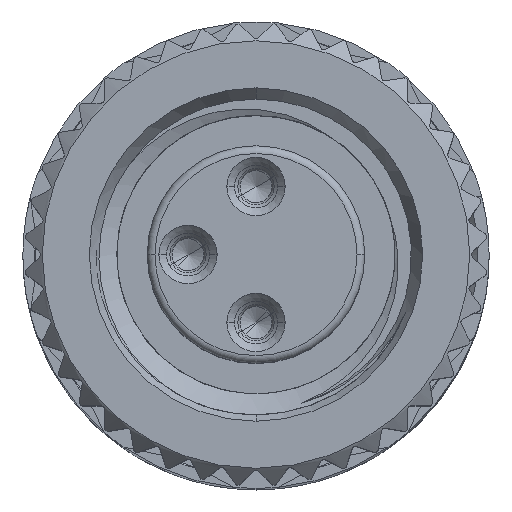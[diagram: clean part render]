
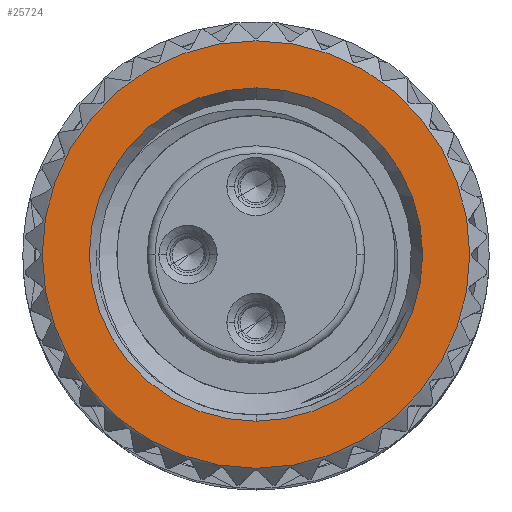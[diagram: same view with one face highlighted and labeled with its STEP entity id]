
A CAD part, top view. The second image highlights one B-rep face of the part: STEP entity #25724.
In plain terms, the highlighted planar face has unit normal (0, 0, 1).
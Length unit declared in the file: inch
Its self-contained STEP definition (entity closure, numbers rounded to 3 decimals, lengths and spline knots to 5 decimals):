
#1964=CARTESIAN_POINT('',(0.,0.,0.28346));
#1965=DIRECTION('',(0.,0.,1.));
#1966=DIRECTION('',(1.,0.,0.));
#1967=AXIS2_PLACEMENT_3D('',#1964,#1965,#1966);
#1972=CARTESIAN_POINT('',(0.,0.,0.28346));
#1973=DIRECTION('',(0.,0.,1.));
#1974=DIRECTION('',(-1.,0.,0.));
#1975=AXIS2_PLACEMENT_3D('',#1972,#1973,#1974);
#1980=CARTESIAN_POINT('',(0.,0.,0.28346));
#1981=DIRECTION('',(0.,0.,-1.));
#1982=DIRECTION('',(0.,-1.,0.));
#1983=AXIS2_PLACEMENT_3D('',#1980,#1981,#1982);
#1988=CARTESIAN_POINT('',(0.,0.,0.28346));
#1989=DIRECTION('',(0.,0.,-1.));
#1990=DIRECTION('',(0.,1.,0.));
#1991=AXIS2_PLACEMENT_3D('',#1988,#1989,#1990);
#23594=CARTESIAN_POINT('',(0.21654,0.,0.28346));
#23595=CARTESIAN_POINT('',(-0.21654,0.,0.28346));
#23596=VERTEX_POINT('',#23594);
#23597=VERTEX_POINT('',#23595);
#23635=CARTESIAN_POINT('',(0.,-0.16885,0.28346));
#23636=CARTESIAN_POINT('',(0.,0.16885,0.28346));
#23637=VERTEX_POINT('',#23635);
#23638=VERTEX_POINT('',#23636);
#25708=CARTESIAN_POINT('',(0.,0.,0.28346));
#25709=DIRECTION('',(0.,0.,1.));
#25710=DIRECTION('',(1.,0.,0.));
#25711=AXIS2_PLACEMENT_3D('',#25708,#25709,#25710);
#25712=PLANE('',#25711);
#25714=ORIENTED_EDGE('',*,*,#25713,.F.);
#25716=ORIENTED_EDGE('',*,*,#25715,.F.);
#25717=EDGE_LOOP('',(#25714,#25716));
#25718=FACE_OUTER_BOUND('',#25717,.F.);
#25719=ORIENTED_EDGE('',*,*,#25684,.F.);
#25721=ORIENTED_EDGE('',*,*,#25720,.F.);
#25722=EDGE_LOOP('',(#25719,#25721));
#25723=FACE_BOUND('',#25722,.F.);
#1968=CIRCLE('',#1967,0.21654);
#1976=CIRCLE('',#1975,0.21654);
#1984=CIRCLE('',#1983,0.16885);
#1992=CIRCLE('',#1991,0.16885);
#25684=EDGE_CURVE('',#23637,#23638,#1984,.T.);
#25713=EDGE_CURVE('',#23596,#23597,#1968,.T.);
#25715=EDGE_CURVE('',#23597,#23596,#1976,.T.);
#25720=EDGE_CURVE('',#23638,#23637,#1992,.T.);
#25724=ADVANCED_FACE('',(#25718,#25723),#25712,.T.);
